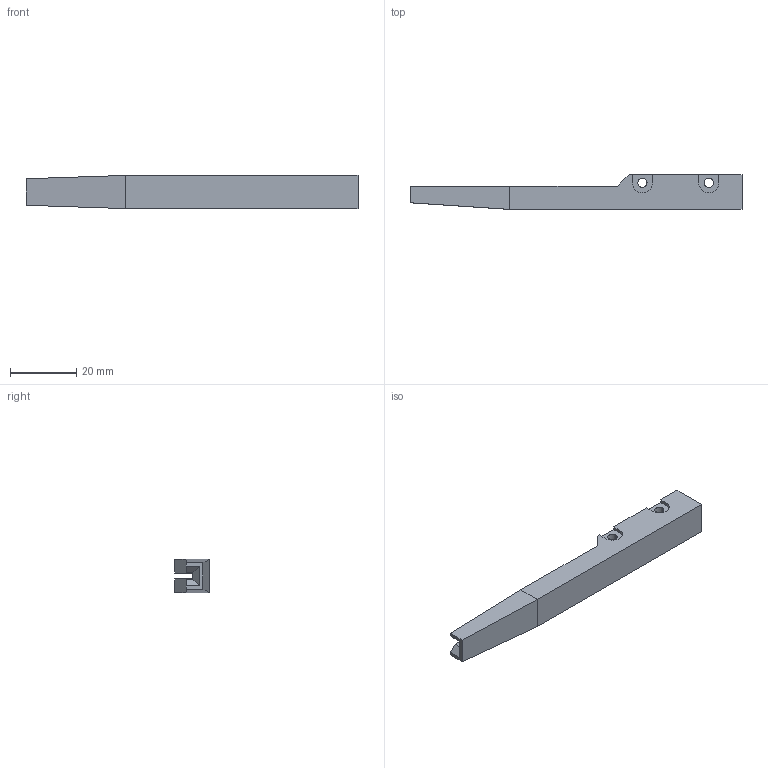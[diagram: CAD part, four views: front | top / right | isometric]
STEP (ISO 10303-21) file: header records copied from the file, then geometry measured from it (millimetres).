
FILE_DESCRIPTION((''),'2;1');
FILE_NAME('SCHROFF_60800-032_Bot.stp','2013-05-07T15:21:27',(''),(''),'Mechanical Desktop 2011','Mechanical Desktop 2011',', , ');
FILE_SCHEMA(('AUTOMOTIVE_DESIGN { 1 2 10303 214 1 1 1 1 }'));
Length unit declared in the file: millimetre
Products named in the file (1): Product
Bounding box: 100 x 10.5 x 10 mm (x, y, z)
Volume: 6861.8 mm3; surface area: 4610.5 mm2
Topology: 1 solids, 1 shells, 52 faces, 146 edges, 96 vertices
Faces by surface type: plane 40, cylinder 12
Entity records: 1723 total; most frequent: CARTESIAN_POINT 295, ORIENTED_EDGE 292, DIRECTION 276, EDGE_CURVE 146, VECTOR 122, LINE 122, VERTEX_POINT 96, AXIS2_PLACEMENT_3D 77
